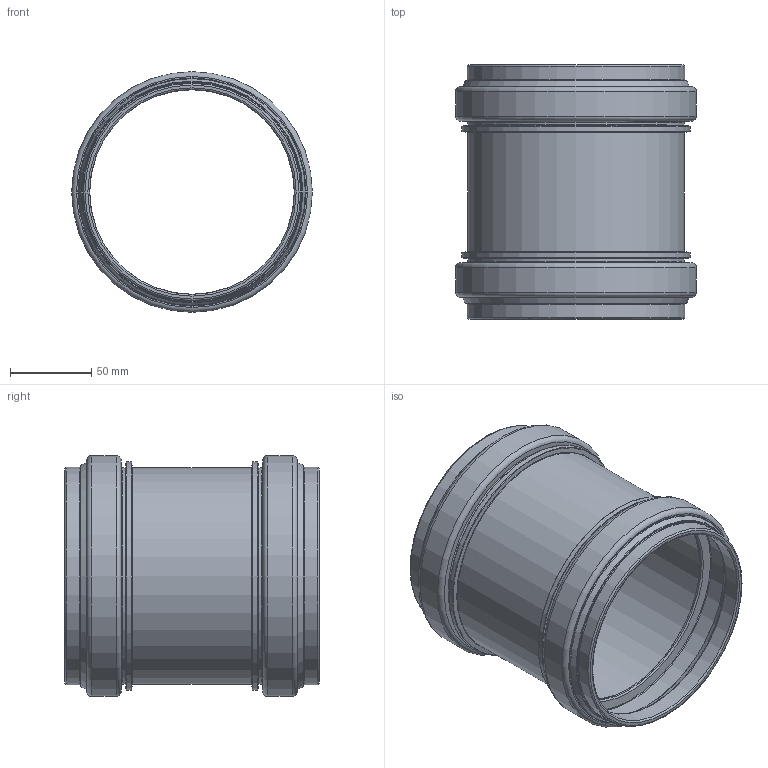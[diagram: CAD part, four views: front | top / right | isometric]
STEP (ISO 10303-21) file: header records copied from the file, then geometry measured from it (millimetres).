
FILE_DESCRIPTION(/* description */ (''),/* implementation_level */ '2;1');
FILE_NAME(/* name */ '778400 KG2000U Überschiebmuffe DN_OD 125.stp',/* time_stamp */ '2017-01-30T10:48:10+01:00',/* author */ ('user1'),/* organization */ (''),/* preprocessor_version */ 'ST-DEVELOPER v16.1',/* originating_system */ 'Autodesk Inventor 2016',/* authorisation */ '');
FILE_SCHEMA (('AUTOMOTIVE_DESIGN { 1 0 10303 214 3 1 1 }'));
Length unit declared in the file: millimetre
Products named in the file (1): 778400 KG2000U Überschiebmuffe DN_OD 125
Bounding box: 147.8 x 156 x 147.8 mm (x, y, z)
Volume: 292695 mm3; surface area: 155392 mm2
Topology: 1 solids, 1 shells, 76 faces, 142 edges, 76 vertices
Faces by surface type: torus 36, cylinder 16, cone 14, plane 10
Full cylindrical faces by diameter (mm): 125.6 x1, 125.9 x4, 133.2 x3, 133.5 x2, 140.2 x4, 147.8 x2
Entity records: 1552 total; most frequent: DIRECTION 306, CARTESIAN_POINT 229, AXIS2_PLACEMENT_3D 153, EDGE_LOOP 152, ORIENTED_EDGE 152, FACE_BOUND 76, FACE_OUTER_BOUND 76, CIRCLE 76
